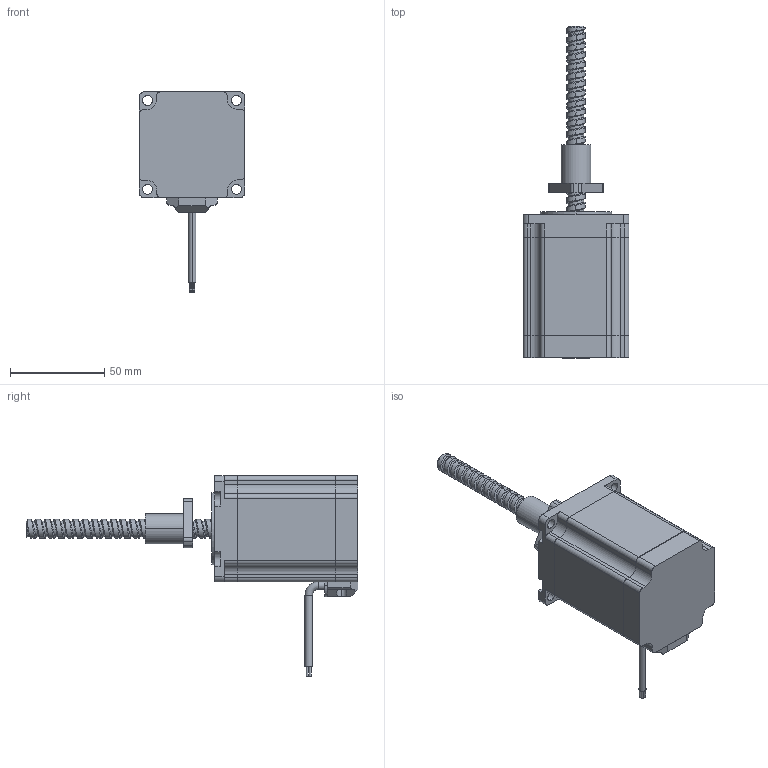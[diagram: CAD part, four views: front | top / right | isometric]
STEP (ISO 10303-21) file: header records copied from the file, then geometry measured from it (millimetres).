
FILE_DESCRIPTION (( 'STEP AP214' ), '1' );
FILE_NAME ('57E275-5.08-4-4-100-001.STEP', '2024-11-21T08:07:48', ( 'MM' ), ( 'Microsoft' ), 'SwSTEP 2.0', 'SolidWorks 2024', '' );
FILE_SCHEMA (( 'AUTOMOTIVE_DESIGN' ));
Length unit declared in the file: millimetre
Products named in the file (1): 57E275-5.08-4-4-100-001
Bounding box: 56.2 x 176 x 106.2 mm (x, y, z)
Volume: 232756.9 mm3; surface area: 34942.7 mm2
Topology: 4 solids, 4 shells, 264 faces, 725 edges, 479 vertices
Faces by surface type: cylinder 155, plane 98, cone 6, bspline 3, torus 2
Entity records: 20557 total; most frequent: CARTESIAN_POINT 13799, ORIENTED_EDGE 1450, DIRECTION 1372, EDGE_CURVE 725, AXIS2_PLACEMENT_3D 492, VERTEX_POINT 479, LINE 388, VECTOR 388
